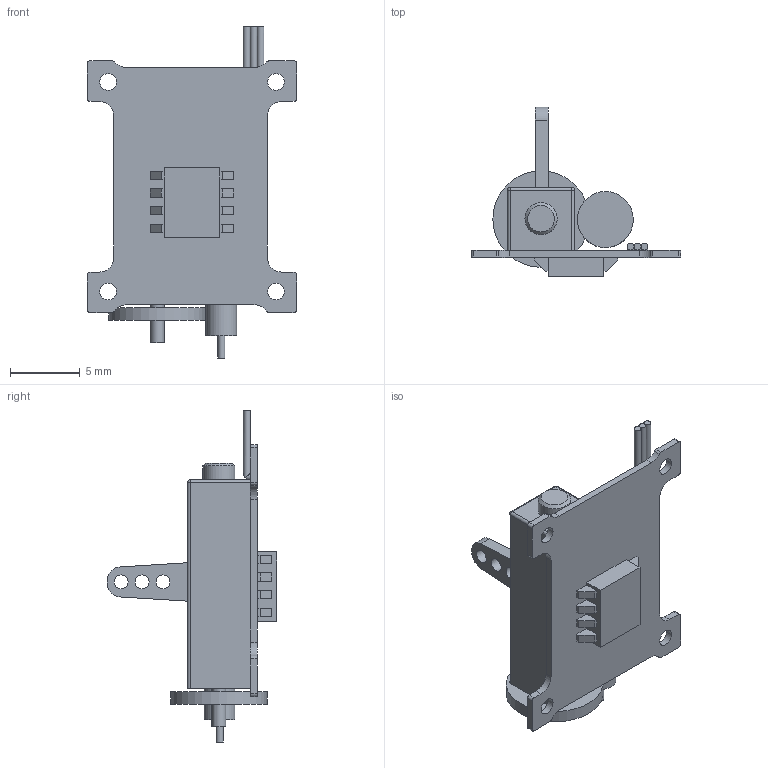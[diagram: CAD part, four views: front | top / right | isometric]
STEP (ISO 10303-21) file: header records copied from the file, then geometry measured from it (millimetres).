
FILE_DESCRIPTION(/* description */ (''),/* implementation_level */ '2;1');
FILE_NAME(/* name */ 'Linear Servo Right .step',/* time_stamp */ '2019-02-11T14:47:19+03:00',/* author */ ('g2445445'),/* organization */ (''),/* preprocessor_version */ 'ST-DEVELOPER v17.2',/* originating_system */ 'Autodesk Translation Framework v7.6.0.251',/* authorisation */ '');
FILE_SCHEMA (('AUTOMOTIVE_DESIGN { 1 0 10303 214 3 1 1 }'));
Length unit declared in the file: millimetre
Products named in the file (1): Linear Servo Right
Bounding box: 15 x 12.15 x 23.75 mm (x, y, z)
Volume: 625.1 mm3; surface area: 1332.2 mm2
Topology: 20 solids, 20 shells, 171 faces, 381 edges, 252 vertices
Faces by surface type: plane 114, cylinder 53, sphere 2, torus 1, cone 1
Full cylindrical faces by diameter (mm): 0.5 x5, 1 x4, 1.2 x4, 2.2 x1, 2.3 x1, 4 x1, 6.9 x1
Entity records: 4884 total; most frequent: CARTESIAN_POINT 883, DIRECTION 821, ORIENTED_EDGE 762, EDGE_CURVE 381, AXIS2_PLACEMENT_3D 280, LINE 261, VECTOR 261, VERTEX_POINT 252
